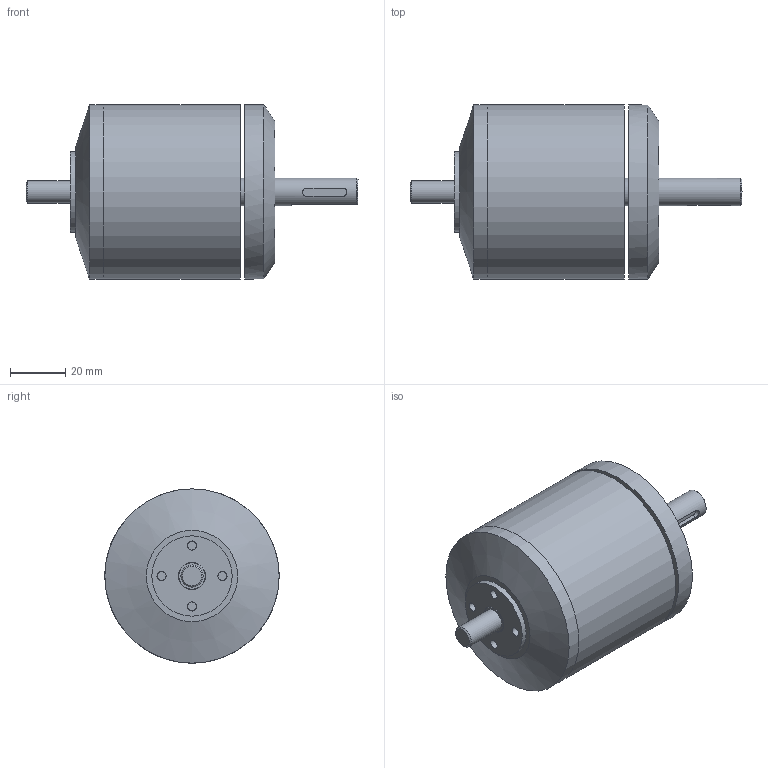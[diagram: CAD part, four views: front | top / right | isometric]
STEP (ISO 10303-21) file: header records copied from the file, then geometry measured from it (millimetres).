
FILE_DESCRIPTION(/* description */ (''),/* implementation_level */ '2;1');
FILE_NAME(/* name */ 'D6374-150KV.step',/* time_stamp */ '2018-07-26T15:16:33-04:00',/* author */ ('ntipete'),/* organization */ (''),/* preprocessor_version */ 'ST-DEVELOPER v17',/* originating_system */ 'Autodesk Translation Framework v7.1.0.215',/* authorisation */ '');
FILE_SCHEMA (('AUTOMOTIVE_DESIGN { 1 0 10303 214 3 1 1 }'));
Length unit declared in the file: millimetre
Products named in the file (2): D6374-150KV; Bearing
Assembly tree (1 placements, depth 2):
  D6374-150KV
    Bearing
Bounding box: 120 x 63 x 63 mm (x, y, z)
Volume: 53910.7 mm3; surface area: 42312.9 mm2
Topology: 20 solids, 20 shells, 96 faces, 265 edges, 186 vertices
Faces by surface type: cylinder 39, plane 31, cone 12, sphere 12, torus 2
Full cylindrical faces by diameter (mm): 3.332 x12, 8 x1, 10 x3, 13.269 x4, 15.731 x4, 19 x2, 23 x1, 26 x1, 29 x1, 58 x3, 63 x3
Entity records: 3279 total; most frequent: CARTESIAN_POINT 628, DIRECTION 581, ORIENTED_EDGE 482, AXIS2_PLACEMENT_3D 255, EDGE_CURVE 241, VERTEX_POINT 186, CIRCLE 154, EDGE_LOOP 137
